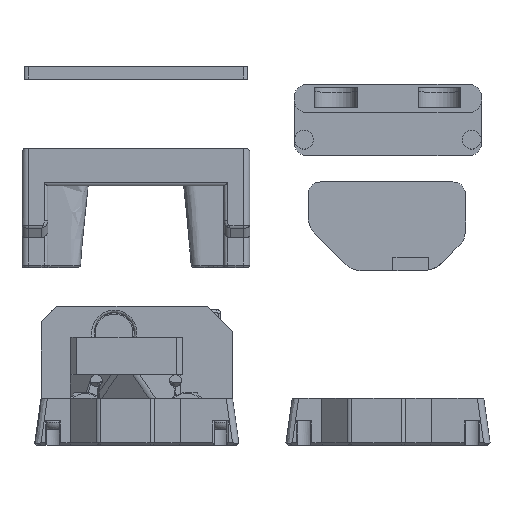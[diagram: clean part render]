
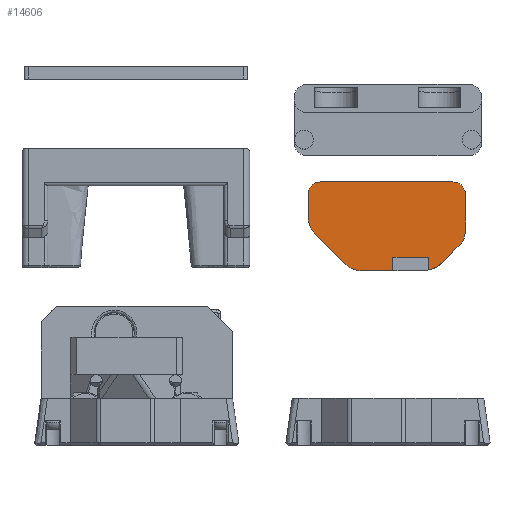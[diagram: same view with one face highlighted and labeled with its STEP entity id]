
A CAD part, top view. The second image highlights one B-rep face of the part: STEP entity #14606.
In plain terms, the highlighted planar face has unit normal (0, 0, 1).
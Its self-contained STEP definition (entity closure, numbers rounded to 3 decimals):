
#1477=CIRCLE('',#15948,3.5);
#1480=CIRCLE('',#15953,2.);
#1481=CIRCLE('',#15956,2.);
#1488=CIRCLE('',#15976,3.5);
#1489=CIRCLE('',#15979,3.5);
#1490=CIRCLE('',#15981,4.5);
#1927=PLANE('',#15984);
#2766=FACE_OUTER_BOUND('',#3686,.T.);
#3686=EDGE_LOOP('',(#13678,#13679,#13680,#13681,#13682,#13683,#13684,#13685,
#13686,#13687,#13688,#13689,#13690,#13691,#13692));
#4792=LINE('',#31373,#5946);
#4801=LINE('',#31397,#5955);
#4808=LINE('',#31415,#5962);
#4823=LINE('',#31458,#5977);
#4828=LINE('',#31474,#5982);
#4829=LINE('',#31477,#5983);
#4830=LINE('',#31479,#5984);
#4831=LINE('',#31481,#5985);
#4832=LINE('',#31482,#5986);
#5946=VECTOR('',#19376,10.);
#5955=VECTOR('',#19395,10.);
#5962=VECTOR('',#19412,10.);
#5977=VECTOR('',#19463,10.);
#5982=VECTOR('',#19480,10.);
#5983=VECTOR('',#19483,10.);
#5984=VECTOR('',#19484,10.);
#5985=VECTOR('',#19485,10.);
#5986=VECTOR('',#19486,10.);
#7395=VERTEX_POINT('',#31365);
#7396=VERTEX_POINT('',#31367);
#7397=VERTEX_POINT('',#31371);
#7402=VERTEX_POINT('',#31383);
#7407=VERTEX_POINT('',#31395);
#7410=VERTEX_POINT('',#31404);
#7413=VERTEX_POINT('',#31413);
#7422=VERTEX_POINT('',#31452);
#7423=VERTEX_POINT('',#31456);
#7424=VERTEX_POINT('',#31460);
#7425=VERTEX_POINT('',#31464);
#7426=VERTEX_POINT('',#31466);
#7429=VERTEX_POINT('',#31476);
#7430=VERTEX_POINT('',#31478);
#7431=VERTEX_POINT('',#31480);
#9467=EDGE_CURVE('',#7395,#7396,#1477,.T.);
#9470=EDGE_CURVE('',#7397,#7395,#4792,.F.);
#9476=EDGE_CURVE('',#7402,#7397,#1480,.T.);
#9482=EDGE_CURVE('',#7402,#7407,#4801,.T.);
#9487=EDGE_CURVE('',#7410,#7407,#1481,.T.);
#9492=EDGE_CURVE('',#7410,#7413,#4808,.T.);
#9510=EDGE_CURVE('',#7422,#7413,#1488,.T.);
#9512=EDGE_CURVE('',#7423,#7422,#4823,.T.);
#9514=EDGE_CURVE('',#7424,#7423,#1489,.T.);
#9516=EDGE_CURVE('',#7425,#7426,#1490,.T.);
#9520=EDGE_CURVE('',#7396,#7425,#4828,.T.);
#9521=EDGE_CURVE('',#7424,#7429,#4829,.T.);
#9522=EDGE_CURVE('',#7430,#7429,#4830,.T.);
#9523=EDGE_CURVE('',#7431,#7430,#4831,.T.);
#9524=EDGE_CURVE('',#7426,#7431,#4832,.F.);
#13678=ORIENTED_EDGE('',*,*,#9487,.F.);
#13679=ORIENTED_EDGE('',*,*,#9492,.T.);
#13680=ORIENTED_EDGE('',*,*,#9510,.F.);
#13681=ORIENTED_EDGE('',*,*,#9512,.F.);
#13682=ORIENTED_EDGE('',*,*,#9514,.F.);
#13683=ORIENTED_EDGE('',*,*,#9521,.T.);
#13684=ORIENTED_EDGE('',*,*,#9522,.F.);
#13685=ORIENTED_EDGE('',*,*,#9523,.F.);
#13686=ORIENTED_EDGE('',*,*,#9524,.F.);
#13687=ORIENTED_EDGE('',*,*,#9516,.F.);
#13688=ORIENTED_EDGE('',*,*,#9520,.F.);
#13689=ORIENTED_EDGE('',*,*,#9467,.F.);
#13690=ORIENTED_EDGE('',*,*,#9470,.F.);
#13691=ORIENTED_EDGE('',*,*,#9476,.F.);
#13692=ORIENTED_EDGE('',*,*,#9482,.T.);
#14606=ADVANCED_FACE('',(#2766),#1927,.T.);
#15948=AXIS2_PLACEMENT_3D('',#31368,#19370,#19371);
#15953=AXIS2_PLACEMENT_3D('',#31385,#19386,#19387);
#15956=AXIS2_PLACEMENT_3D('',#31406,#19402,#19403);
#15976=AXIS2_PLACEMENT_3D('',#31454,#19458,#19459);
#15979=AXIS2_PLACEMENT_3D('',#31462,#19467,#19468);
#15981=AXIS2_PLACEMENT_3D('',#31467,#19472,#19473);
#15984=AXIS2_PLACEMENT_3D('',#31475,#19481,#19482);
#19370=DIRECTION('center_axis',(0.,0.,
-1.));
#19371=DIRECTION('ref_axis',(0.383,0.924,0.));
#19376=DIRECTION('',(0.,1.,0.));
#19386=DIRECTION('center_axis',(0.,0.,
-1.));
#19387=DIRECTION('ref_axis',(0.707,0.707,0.));
#19395=DIRECTION('',(-1.,0.,0.));
#19402=DIRECTION('center_axis',(0.,0.,
-1.));
#19403=DIRECTION('ref_axis',(-0.707,-0.707,0.));
#19412=DIRECTION('',(0.,-1.,0.));
#19458=DIRECTION('center_axis',(0.,0.,
-1.));
#19459=DIRECTION('ref_axis',(-0.383,0.924,0.));
#19463=DIRECTION('',(-0.707,0.707,0.));
#19467=DIRECTION('center_axis',(0.,0.,
-1.));
#19468=DIRECTION('ref_axis',(-0.383,-0.924,0.));
#19472=DIRECTION('center_axis',(0.,0.,
-1.));
#19473=DIRECTION('ref_axis',(0.383,-0.924,0.));
#19480=DIRECTION('',(-0.707,-0.707,0.));
#19481=DIRECTION('center_axis',(0.,0.,
1.));
#19482=DIRECTION('ref_axis',(-1.,0.,0.));
#19483=DIRECTION('',(1.,0.,0.));
#19484=DIRECTION('',(0.,-1.,0.));
#19485=DIRECTION('',(-1.,0.,0.));
#19486=DIRECTION('',(0.,-1.,0.));
#31365=CARTESIAN_POINT('',(35.584,-2.082,28.664));
#31367=CARTESIAN_POINT('',(34.559,-4.557,28.664));
#31368=CARTESIAN_POINT('Origin',(32.084,-2.082,28.664));
#31371=CARTESIAN_POINT('',(35.584,3.595,28.664));
#31373=CARTESIAN_POINT('',(35.584,-1.749,28.664));
#31383=CARTESIAN_POINT('',(33.584,5.595,28.664));
#31385=CARTESIAN_POINT('Origin',(33.584,3.595,28.664));
#31395=CARTESIAN_POINT('',(12.539,5.595,28.664));
#31397=CARTESIAN_POINT('',(23.238,5.595,28.664));
#31404=CARTESIAN_POINT('',(10.539,3.595,28.664));
#31406=CARTESIAN_POINT('Origin',(12.539,3.595,28.664));
#31413=CARTESIAN_POINT('',(10.539,-0.082,28.664));
#31415=CARTESIAN_POINT('',(10.539,-1.749,28.664));
#31452=CARTESIAN_POINT('',(11.564,-2.557,28.664));
#31454=CARTESIAN_POINT('Origin',(14.039,-0.082,28.664));
#31456=CARTESIAN_POINT('',(16.514,-7.507,28.664));
#31458=CARTESIAN_POINT('',(15.468,-6.461,28.664));
#31460=CARTESIAN_POINT('',(18.988,-8.532,28.664));
#31462=CARTESIAN_POINT('Origin',(18.988,-5.032,28.664));
#31464=CARTESIAN_POINT('',(31.902,-7.214,28.664));
#31466=CARTESIAN_POINT('',(29.725,-8.418,28.664));
#31467=CARTESIAN_POINT('Origin',(28.72,-4.032,28.664));
#31474=CARTESIAN_POINT('',(31.831,-7.285,28.664));
#31475=CARTESIAN_POINT('Origin',(23.414,-1.374,28.664));
#31476=CARTESIAN_POINT('',(24.025,-8.532,28.664));
#31477=CARTESIAN_POINT('',(19.373,-8.532,28.664));
#31478=CARTESIAN_POINT('',(24.025,-6.399,28.664));
#31479=CARTESIAN_POINT('',(24.025,-4.703,28.664));
#31480=CARTESIAN_POINT('',(29.725,-6.399,28.664));
#31481=CARTESIAN_POINT('',(25.026,-6.399,28.664));
#31482=CARTESIAN_POINT('',(29.725,-4.703,28.664));
